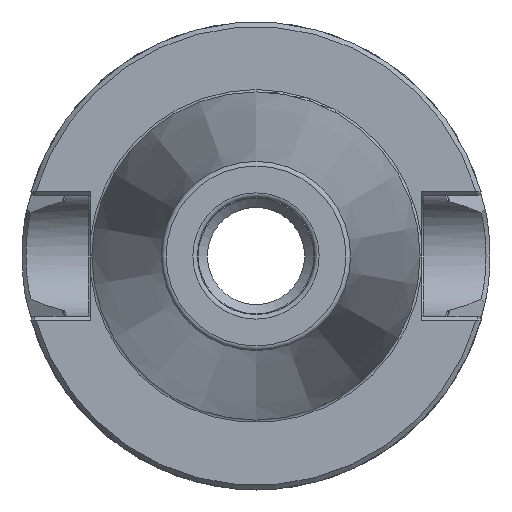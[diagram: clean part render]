
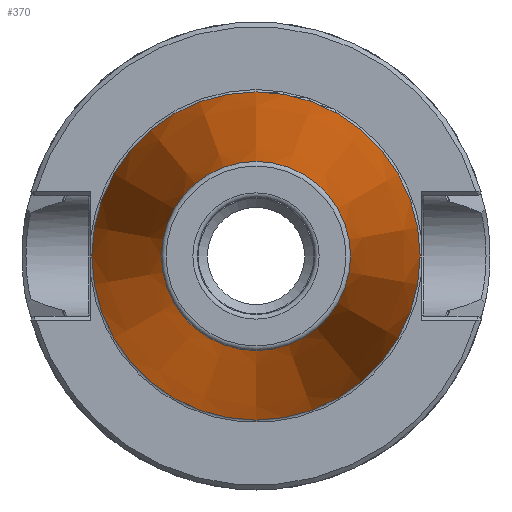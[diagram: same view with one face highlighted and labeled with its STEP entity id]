
A CAD part, left-side view. The second image highlights one B-rep face of the part: STEP entity #370.
In plain terms, the highlighted conical face has half-angle 8.297 degrees and reference radius 20.204 mm.
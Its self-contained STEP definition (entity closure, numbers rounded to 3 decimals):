
#370 = ADVANCED_FACE( '', ( #776, #777 ), #778, .T. );
#776 = FACE_OUTER_BOUND( '', #1221, .T. );
#777 = FACE_BOUND( '', #1222, .T. );
#778 = CONICAL_SURFACE( '', #1223, 20.204, 0.145 );
#1221 = EDGE_LOOP( '', ( #2138 ) );
#1222 = EDGE_LOOP( '', ( #2139 ) );
#1223 = AXIS2_PLACEMENT_3D( '', #2140, #2141, #2142 );
#2138 = ORIENTED_EDGE( '', *, *, #2377, .T. );
#2139 = ORIENTED_EDGE( '', *, *, #2331, .F. );
#2140 = CARTESIAN_POINT( '', ( -100.944, 0., 0. ) );
#2141 = DIRECTION( '', ( 1., 0., 0. ) );
#2142 = DIRECTION( '', ( 0., 0., -1. ) );
#2331 = EDGE_CURVE( '', #2791, #2791, #2792, .T. );
#2377 = EDGE_CURVE( '', #2858, #2858, #2859, .T. );
#2791 = VERTEX_POINT( '', #3753 );
#2792 = CIRCLE( '', #3754, 20.204 );
#2858 = VERTEX_POINT( '', #3847 );
#2859 = CIRCLE( '', #3848, 35.065 );
#3753 = CARTESIAN_POINT( '', ( -100.944, 0., 20.204 ) );
#3754 = AXIS2_PLACEMENT_3D( '', #4540, #4541, #4542 );
#3847 = CARTESIAN_POINT( '', ( 0.963, 0., 35.065 ) );
#3848 = AXIS2_PLACEMENT_3D( '', #4591, #4592, #4593 );
#4540 = CARTESIAN_POINT( '', ( -100.944, 0., 0. ) );
#4541 = DIRECTION( '', ( -1., 0., 0. ) );
#4542 = DIRECTION( '', ( 0., 0., 1. ) );
#4591 = CARTESIAN_POINT( '', ( 0.963, 0., 0. ) );
#4592 = DIRECTION( '', ( -1., 0., 0. ) );
#4593 = DIRECTION( '', ( 0., 0., 1. ) );
